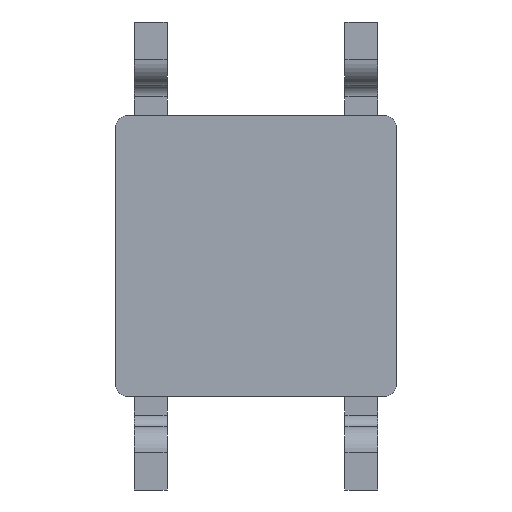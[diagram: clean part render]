
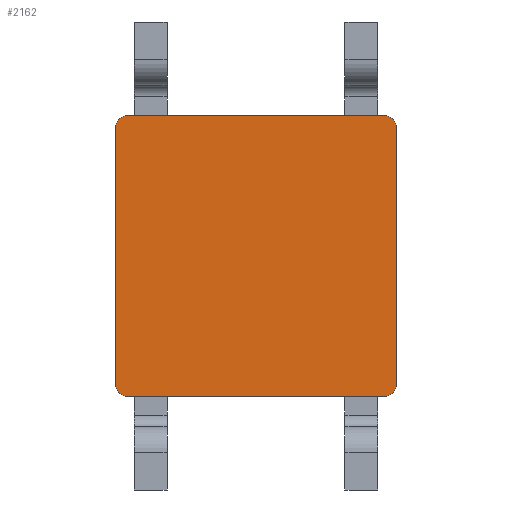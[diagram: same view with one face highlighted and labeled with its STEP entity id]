
A CAD part, front view. The second image highlights one B-rep face of the part: STEP entity #2162.
In plain terms, the highlighted face is planar.
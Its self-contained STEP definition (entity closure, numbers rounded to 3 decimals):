
#66 = AXIS2_PLACEMENT_3D ( 'NONE', #662, #687, #1490 ) ;
#76 = VERTEX_POINT ( 'NONE', #1405 ) ;
#150 = EDGE_CURVE ( 'NONE', #1772, #1289, #541, .T. ) ;
#262 = CARTESIAN_POINT ( 'NONE',  ( 2.75, 3., -3.61 ) ) ;
#284 = EDGE_LOOP ( 'NONE', ( #3409, #2025, #2283, #2791, #1524, #1523, #3170, #2889 ) ) ;
#391 = DIRECTION ( 'NONE',  ( 0., 1., 0. ) ) ;
#463 = LINE ( 'NONE', #1473, #1210 ) ;
#470 = LINE ( 'NONE', #1491, #760 ) ;
#501 = DIRECTION ( 'NONE',  ( -1., 0., 0. ) ) ;
#541 = CIRCLE ( 'NONE', #2855, 0.25 ) ;
#543 = CARTESIAN_POINT ( 'NONE',  ( -2.75, -3., -3.61 ) ) ;
#591 = CARTESIAN_POINT ( 'NONE',  ( -2.75, 3., -3.61 ) ) ;
#635 = DIRECTION ( 'NONE',  ( 0., -1., 0. ) ) ;
#662 = CARTESIAN_POINT ( 'NONE',  ( -2.75, 2.75, -3.61 ) ) ;
#679 = CIRCLE ( 'NONE', #66, 0.25 ) ;
#681 = DIRECTION ( 'NONE',  ( 0., 0., 1. ) ) ;
#687 = DIRECTION ( 'NONE',  ( 0., 0., 1. ) ) ;
#700 = VERTEX_POINT ( 'NONE', #591 ) ;
#726 = DIRECTION ( 'NONE',  ( 1., 0., 0. ) ) ;
#760 = VECTOR ( 'NONE', #916, 1000. ) ;
#916 = DIRECTION ( 'NONE',  ( 1., 0., 0. ) ) ;
#982 = VECTOR ( 'NONE', #2579, 1000. ) ;
#993 = EDGE_CURVE ( 'NONE', #1934, #1444, #2422, .T. ) ;
#1210 = VECTOR ( 'NONE', #635, 1000. ) ;
#1289 = VERTEX_POINT ( 'NONE', #543 ) ;
#1369 = EDGE_CURVE ( 'NONE', #1772, #2924, #2998, .T. ) ;
#1382 = FACE_OUTER_BOUND ( 'NONE', #284, .T. ) ;
#1405 = CARTESIAN_POINT ( 'NONE',  ( 2.75, -3., -3.61 ) ) ;
#1444 = VERTEX_POINT ( 'NONE', #262 ) ;
#1473 = CARTESIAN_POINT ( 'NONE',  ( 3., -3., -3.61 ) ) ;
#1474 = CIRCLE ( 'NONE', #3130, 0.25 ) ;
#1487 = AXIS2_PLACEMENT_3D ( 'NONE', #2391, #1848, #2634 ) ;
#1490 = DIRECTION ( 'NONE',  ( -1., 0., 0. ) ) ;
#1491 = CARTESIAN_POINT ( 'NONE',  ( -3., 3., -3.61 ) ) ;
#1523 = ORIENTED_EDGE ( 'NONE', *, *, #150, .F. ) ;
#1524 = ORIENTED_EDGE ( 'NONE', *, *, #2992, .T. ) ;
#1582 = PLANE ( 'NONE',  #2493 ) ;
#1727 = CARTESIAN_POINT ( 'NONE',  ( 3., -2.75, -3.61 ) ) ;
#1772 = VERTEX_POINT ( 'NONE', #2540 ) ;
#1809 = EDGE_CURVE ( 'NONE', #700, #1444, #470, .T. ) ;
#1833 = VECTOR ( 'NONE', #391, 1000. ) ;
#1838 = DIRECTION ( 'NONE',  ( 0., 0., -1. ) ) ;
#1848 = DIRECTION ( 'NONE',  ( 0., 0., 1. ) ) ;
#1896 = CARTESIAN_POINT ( 'NONE',  ( 3., 2.75, -3.61 ) ) ;
#1934 = VERTEX_POINT ( 'NONE', #1896 ) ;
#2025 = ORIENTED_EDGE ( 'NONE', *, *, #993, .F. ) ;
#2033 = EDGE_CURVE ( 'NONE', #700, #2924, #679, .T. ) ;
#2162 = ADVANCED_FACE ( 'NONE', ( #1382 ), #1582, .T. ) ;
#2283 = ORIENTED_EDGE ( 'NONE', *, *, #2567, .T. ) ;
#2391 = CARTESIAN_POINT ( 'NONE',  ( 2.75, 2.75, -3.61 ) ) ;
#2422 = CIRCLE ( 'NONE', #1487, 0.25 ) ;
#2467 = CARTESIAN_POINT ( 'NONE',  ( -3., -3., -3.61 ) ) ;
#2493 = AXIS2_PLACEMENT_3D ( 'NONE', #3155, #1838, #501 ) ;
#2540 = CARTESIAN_POINT ( 'NONE',  ( -3., -2.75, -3.61 ) ) ;
#2543 = CARTESIAN_POINT ( 'NONE',  ( -2.75, -2.75, -3.61 ) ) ;
#2567 = EDGE_CURVE ( 'NONE', #1934, #3291, #463, .T. ) ;
#2579 = DIRECTION ( 'NONE',  ( -1., 0., 0. ) ) ;
#2634 = DIRECTION ( 'NONE',  ( 1., 0., 0. ) ) ;
#2791 = ORIENTED_EDGE ( 'NONE', *, *, #3369, .F. ) ;
#2828 = CARTESIAN_POINT ( 'NONE',  ( 2.75, -2.75, -3.61 ) ) ;
#2840 = CARTESIAN_POINT ( 'NONE',  ( -3., -3., -3.61 ) ) ;
#2849 = CARTESIAN_POINT ( 'NONE',  ( -3., 2.75, -3.61 ) ) ;
#2855 = AXIS2_PLACEMENT_3D ( 'NONE', #2543, #2857, #726 ) ;
#2857 = DIRECTION ( 'NONE',  ( 0., 0., 1. ) ) ;
#2889 = ORIENTED_EDGE ( 'NONE', *, *, #2033, .F. ) ;
#2924 = VERTEX_POINT ( 'NONE', #2849 ) ;
#2992 = EDGE_CURVE ( 'NONE', #76, #1289, #3211, .T. ) ;
#2998 = LINE ( 'NONE', #2467, #1833 ) ;
#3080 = DIRECTION ( 'NONE',  ( -1., 0., 0. ) ) ;
#3130 = AXIS2_PLACEMENT_3D ( 'NONE', #2828, #681, #3080 ) ;
#3155 = CARTESIAN_POINT ( 'NONE',  ( -3., -3., -3.61 ) ) ;
#3170 = ORIENTED_EDGE ( 'NONE', *, *, #1369, .T. ) ;
#3211 = LINE ( 'NONE', #2840, #982 ) ;
#3291 = VERTEX_POINT ( 'NONE', #1727 ) ;
#3369 = EDGE_CURVE ( 'NONE', #76, #3291, #1474, .T. ) ;
#3409 = ORIENTED_EDGE ( 'NONE', *, *, #1809, .T. ) ;
